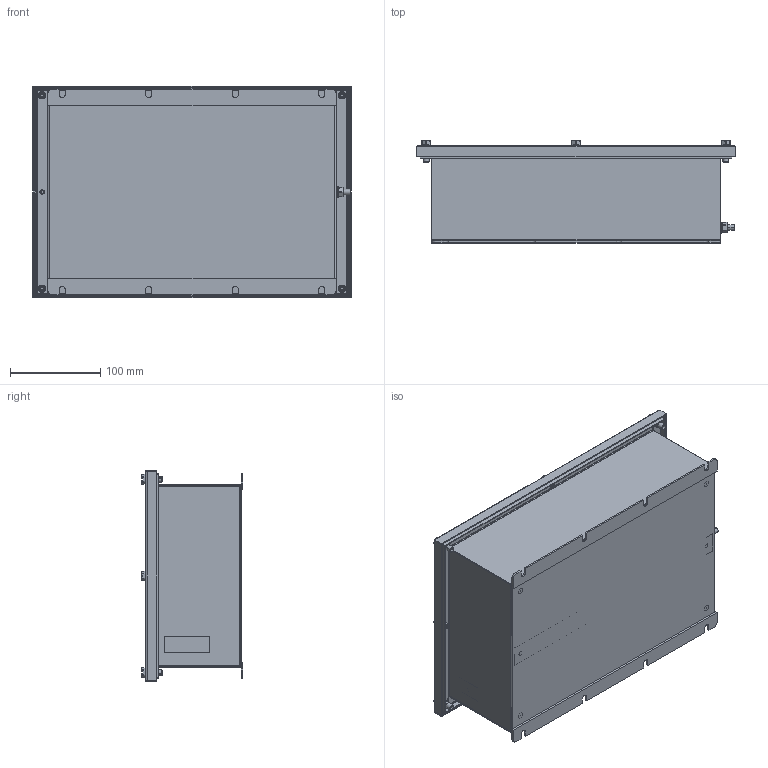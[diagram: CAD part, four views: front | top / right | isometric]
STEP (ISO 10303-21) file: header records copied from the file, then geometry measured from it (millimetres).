
FILE_DESCRIPTION (( 'STEP AP214' ), '1' );
FILE_NAME ('TEF105840XX Junction Box.STEP', '2025-01-20T12:33:45', ( '' ), ( '' ), 'SwSTEP 2.0', 'SolidWorks 2022', '' );
FILE_SCHEMA (( 'AUTOMOTIVE_DESIGN' ));
Length unit declared in the file: millimetre
Products named in the file (1): TEF105840XX Junction Box
Bounding box: 353 x 113 x 235 mm (x, y, z)
Volume: 442208.1 mm3; surface area: 691644 mm2
Topology: 30 solids, 30 shells, 1563 faces, 3889 edges, 2481 vertices
Faces by surface type: plane 925, cylinder 299, bspline 182, cone 145, torus 12
Entity records: 71952 total; most frequent: CARTESIAN_POINT 18095, ORIENTED_EDGE 7754, DIRECTION 6874, EDGE_CURVE 3877, VECTOR 2582, LINE 2582, VERTEX_POINT 2481, AXIS2_PLACEMENT_3D 2146
